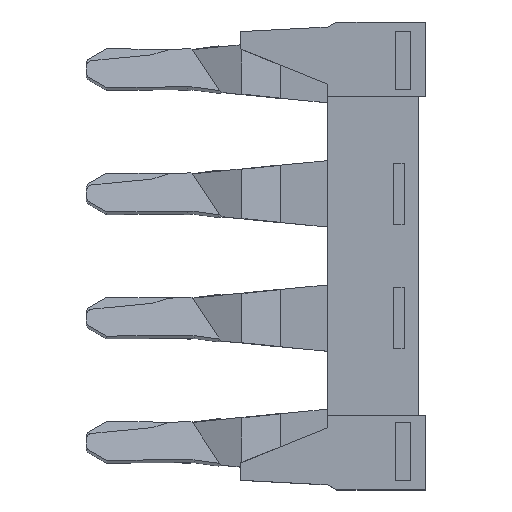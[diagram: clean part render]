
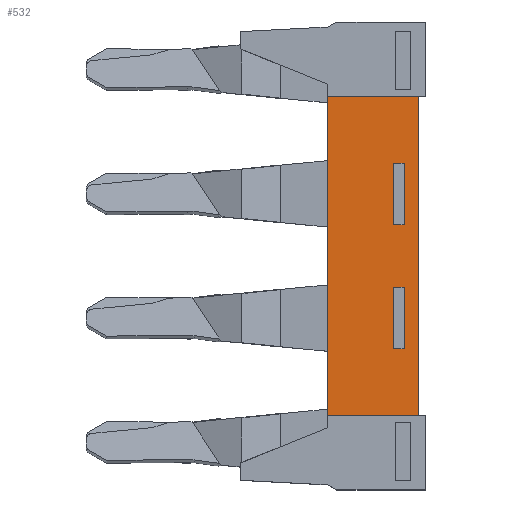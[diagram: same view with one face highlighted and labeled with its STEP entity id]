
A CAD part, top view. The second image highlights one B-rep face of the part: STEP entity #532.
In plain terms, the highlighted planar face has unit normal (0, 0, 1).
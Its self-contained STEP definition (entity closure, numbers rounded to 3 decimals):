
#107=FACE_BOUND('',#1432,.T.);
#108=FACE_BOUND('',#1433,.T.);
#109=FACE_BOUND('',#1434,.T.);
#532=ADVANCED_FACE('',(#107,#108,#109),#817,.T.);
#817=PLANE('',#6537);
#1432=EDGE_LOOP('',(#2595,#2596,#2597,#2598));
#1433=EDGE_LOOP('',(#2599,#2600,#2601,#2602));
#1434=EDGE_LOOP('',(#2603,#2604,#2605,#2606));
#2595=ORIENTED_EDGE('',*,*,#4549,.F.);
#2596=ORIENTED_EDGE('',*,*,#4550,.T.);
#2597=ORIENTED_EDGE('',*,*,#4551,.T.);
#2598=ORIENTED_EDGE('',*,*,#4430,.F.);
#2599=ORIENTED_EDGE('',*,*,#4428,.F.);
#2600=ORIENTED_EDGE('',*,*,#4427,.F.);
#2601=ORIENTED_EDGE('',*,*,#4425,.F.);
#2602=ORIENTED_EDGE('',*,*,#4423,.F.);
#2603=ORIENTED_EDGE('',*,*,#4552,.T.);
#2604=ORIENTED_EDGE('',*,*,#4553,.T.);
#2605=ORIENTED_EDGE('',*,*,#4554,.T.);
#2606=ORIENTED_EDGE('',*,*,#4555,.T.);
#3721=VERTEX_POINT('',#9762);
#3722=VERTEX_POINT('',#9764);
#3723=VERTEX_POINT('',#9768);
#3724=VERTEX_POINT('',#9772);
#3725=VERTEX_POINT('',#9778);
#3726=VERTEX_POINT('',#9780);
#3811=VERTEX_POINT('',#10280);
#3812=VERTEX_POINT('',#10282);
#3813=VERTEX_POINT('',#10285);
#3814=VERTEX_POINT('',#10286);
#3815=VERTEX_POINT('',#10288);
#3816=VERTEX_POINT('',#10290);
#4423=EDGE_CURVE('',#3722,#3721,#5243,.T.);
#4425=EDGE_CURVE('',#3721,#3723,#5245,.T.);
#4427=EDGE_CURVE('',#3723,#3724,#5247,.T.);
#4428=EDGE_CURVE('',#3724,#3722,#5248,.T.);
#4430=EDGE_CURVE('',#3725,#3726,#5250,.T.);
#4549=EDGE_CURVE('',#3811,#3725,#5337,.T.);
#4550=EDGE_CURVE('',#3811,#3812,#5338,.T.);
#4551=EDGE_CURVE('',#3812,#3726,#5339,.T.);
#4552=EDGE_CURVE('',#3813,#3814,#5340,.T.);
#4553=EDGE_CURVE('',#3814,#3815,#5341,.T.);
#4554=EDGE_CURVE('',#3815,#3816,#5342,.T.);
#4555=EDGE_CURVE('',#3816,#3813,#5343,.T.);
#5243=LINE('',#9765,#5941);
#5245=LINE('',#9769,#5943);
#5247=LINE('',#9773,#5945);
#5248=LINE('',#9775,#5946);
#5250=LINE('',#9779,#5948);
#5337=LINE('',#10279,#6035);
#5338=LINE('',#10281,#6036);
#5339=LINE('',#10283,#6037);
#5340=LINE('',#10284,#6038);
#5341=LINE('',#10287,#6039);
#5342=LINE('',#10289,#6040);
#5343=LINE('',#10291,#6041);
#5941=VECTOR('',#7272,1.);
#5943=VECTOR('',#7276,1.);
#5945=VECTOR('',#7280,1.);
#5946=VECTOR('',#7283,1.);
#5948=VECTOR('',#7287,1.);
#6035=VECTOR('',#7446,1.);
#6036=VECTOR('',#7447,1.);
#6037=VECTOR('',#7448,1.);
#6038=VECTOR('',#7449,1.);
#6039=VECTOR('',#7450,1.);
#6040=VECTOR('',#7451,1.);
#6041=VECTOR('',#7452,1.);
#6537=AXIS2_PLACEMENT_3D('',#10292,#7453,#7454);
#7272=DIRECTION('',(1.,0.,0.));
#7276=DIRECTION('',(0.,1.,0.));
#7280=DIRECTION('',(-1.,0.,0.));
#7283=DIRECTION('',(0.,-1.,0.));
#7287=DIRECTION('',(1.,0.,0.));
#7446=DIRECTION('',(0.,1.,0.));
#7447=DIRECTION('',(1.,0.,0.));
#7448=DIRECTION('',(0.,1.,0.));
#7449=DIRECTION('',(0.,1.,0.));
#7450=DIRECTION('',(1.,0.,0.));
#7451=DIRECTION('',(0.,-1.,0.));
#7452=DIRECTION('',(-1.,0.,0.));
#7453=DIRECTION('',(0.,0.,1.));
#7454=DIRECTION('',(-1.,0.,0.));
#9762=CARTESIAN_POINT('',(-0.5,-22.25,1.4));
#9764=CARTESIAN_POINT('',(-1.2,-22.25,1.4));
#9765=CARTESIAN_POINT('',(-0.8,-22.25,1.4));
#9768=CARTESIAN_POINT('',(-0.5,-18.25,1.4));
#9769=CARTESIAN_POINT('',(-0.5,-22.25,1.4));
#9772=CARTESIAN_POINT('',(-1.2,-18.25,1.4));
#9773=CARTESIAN_POINT('',(-0.1,-18.25,1.4));
#9775=CARTESIAN_POINT('',(-1.2,-18.25,1.4));
#9778=CARTESIAN_POINT('',(-5.5,-13.9,1.4));
#9779=CARTESIAN_POINT('',(0.4,-13.9,1.4));
#9780=CARTESIAN_POINT('',(0.4,-13.9,1.4));
#10279=CARTESIAN_POINT('',(-5.5,-203.82,1.4));
#10280=CARTESIAN_POINT('',(-5.5,-34.7,1.4));
#10281=CARTESIAN_POINT('',(0.4,-34.7,1.4));
#10282=CARTESIAN_POINT('',(0.4,-34.7,1.4));
#10283=CARTESIAN_POINT('',(0.4,-54.95,1.4));
#10284=CARTESIAN_POINT('',(-1.2,-30.35,1.4));
#10285=CARTESIAN_POINT('',(-1.2,-30.35,1.4));
#10286=CARTESIAN_POINT('',(-1.2,-26.35,1.4));
#10287=CARTESIAN_POINT('',(-0.8,-26.35,1.4));
#10288=CARTESIAN_POINT('',(-0.5,-26.35,1.4));
#10289=CARTESIAN_POINT('',(-0.5,-26.35,1.4));
#10290=CARTESIAN_POINT('',(-0.5,-30.35,1.4));
#10291=CARTESIAN_POINT('',(-0.1,-30.35,1.4));
#10292=CARTESIAN_POINT('',(0.4,-30.52,1.4));
